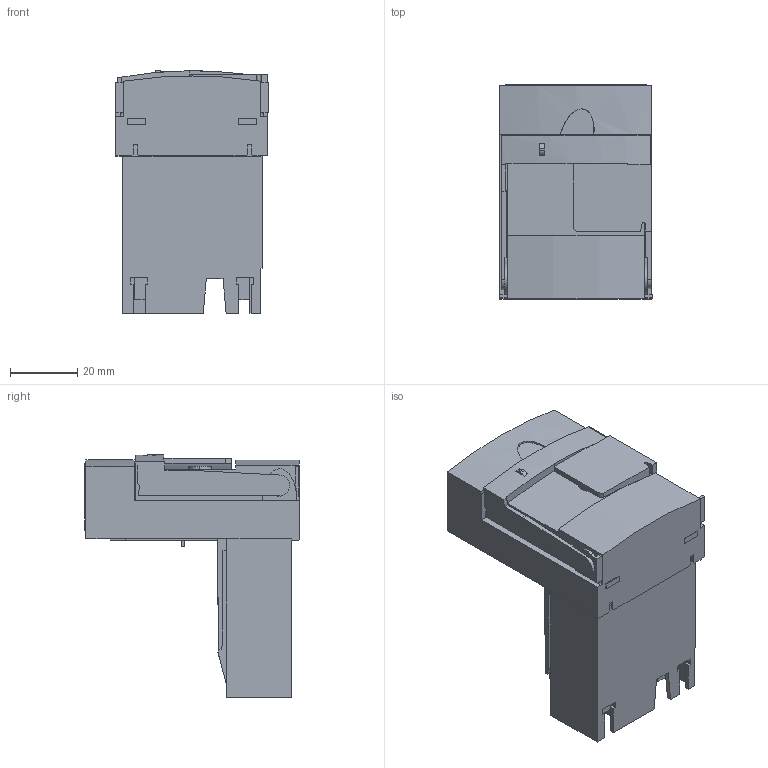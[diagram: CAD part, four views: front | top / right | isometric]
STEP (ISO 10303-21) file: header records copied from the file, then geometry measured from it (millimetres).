
FILE_DESCRIPTION((''),'2;1');
FILE_NAME('1668666126977_ASM','2022-11-17T11:52:26',('SESA540900'),('Schneider-Electric'),'CREO PARAMETRIC BY PTC INC, 2021284','CREO PARAMETRIC BY PTC INC, 2021284','');
FILE_SCHEMA(('AP242_MANAGED_MODEL_BASED_3D_ENGINEERING_MIM_LF { 1 0 10303 442 1 1 4 }'));
Length unit declared in the file: millimetre
Products named in the file (5): EMPTYNODE_1668666127033_ASM; LUCA05BL; S1A3072201-1; LUCA05BL-3D_ASM; 1668666126977_ASM
Assembly tree (4 placements, depth 3):
  1668666126977_ASM
    EMPTYNODE_1668666127033_ASM
    LUCA05BL-3D_ASM
      LUCA05BL
      S1A3072201-1
Bounding box: 45.33 x 64.1 x 72.23 mm (x, y, z)
Volume: 94888.4 mm3; surface area: 25630.4 mm2
Topology: 2 solids, 2 shells, 553 faces, 1517 edges, 1002 vertices
Faces by surface type: plane 495, cylinder 49, extrusion 9
Entity records: 23600 total; most frequent: CARTESIAN_POINT 3472, ORIENTED_EDGE 3034, DIRECTION 2707, PRESENTATION_STYLE_ASSIGNMENT 1619, STYLED_ITEM 1519, CURVE_STYLE 1517, EDGE_CURVE 1517, VECTOR 1393
